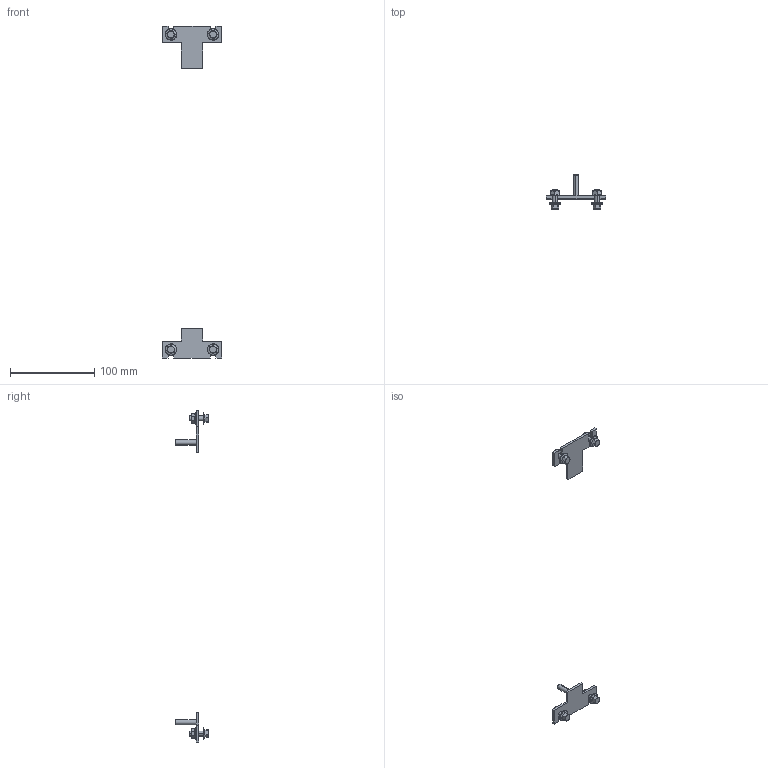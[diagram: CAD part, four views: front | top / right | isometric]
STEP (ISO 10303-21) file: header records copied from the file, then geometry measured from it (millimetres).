
FILE_DESCRIPTION(('STEP AP203'),'1');
FILE_NAME('cabs-t.stp','2024-09-10T14:42:15',('TraceParts'),('TraceParts S.A.'),'Spatial InterOp 3D',' ',' ');
FILE_SCHEMA(('CONFIG_CONTROL_DESIGN'));
Length unit declared in the file: millimetre
Products named in the file (1): 1
Bounding box: 70 x 39.9 x 393 mm (x, y, z)
Volume: 17894.6 mm3; surface area: 15134.3 mm2
Topology: 10 solids, 10 shells, 446 faces, 960 edges, 540 vertices
Faces by surface type: cone 188, plane 102, cylinder 76, bspline 48, torus 32
Entity records: 13364 total; most frequent: CARTESIAN_POINT 4148, ORIENTED_EDGE 1920, DIRECTION 1876, EDGE_CURVE 960, AXIS2_PLACEMENT_3D 764, VERTEX_POINT 540, EDGE_LOOP 460, ADVANCED_FACE 446
